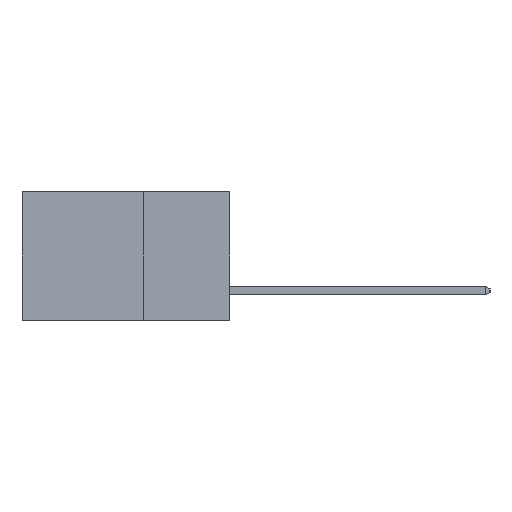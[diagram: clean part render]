
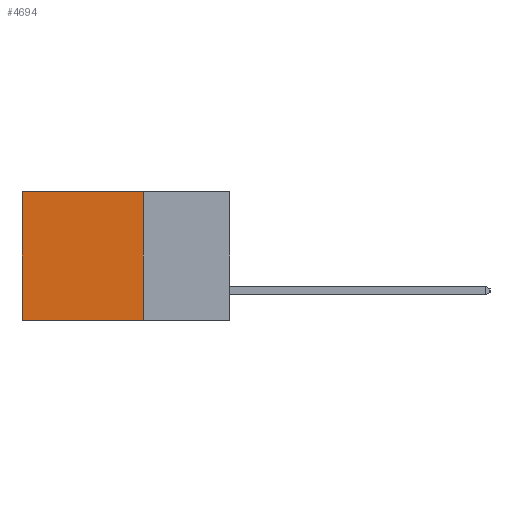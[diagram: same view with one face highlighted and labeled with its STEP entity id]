
A CAD part, left-side view. The second image highlights one B-rep face of the part: STEP entity #4694.
In plain terms, the highlighted planar face has unit normal (-1, 0, 0).
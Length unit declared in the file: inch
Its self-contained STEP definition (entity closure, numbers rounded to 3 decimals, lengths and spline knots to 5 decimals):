
#260 = ORIENTED_EDGE ( 'NONE', *, *, #5443, .T. ) ;
#754 = DIRECTION ( 'NONE',  ( 1., 0., 0. ) ) ;
#1122 = CARTESIAN_POINT ( 'NONE',  ( 0.298, 0.6, 0. ) ) ;
#2711 = DIRECTION ( 'NONE',  ( 0., 1., 0. ) ) ;
#2775 = EDGE_CURVE ( 'NONE', #6691, #10024, #12048, .T. ) ;
#3676 = LINE ( 'NONE', #7535, #12951 ) ;
#3817 = EDGE_CURVE ( 'NONE', #8842, #6691, #4399, .T. ) ;
#4399 = LINE ( 'NONE', #6821, #7195 ) ;
#4694 = ADVANCED_FACE ( 'NONE', ( #9902 ), #12992, .F. ) ;
#5443 = EDGE_CURVE ( 'NONE', #12889, #10024, #12392, .T. ) ;
#5935 = VECTOR ( 'NONE', #14140, 39.37008 ) ;
#6240 = EDGE_LOOP ( 'NONE', ( #260, #9510, #12171, #9169 ) ) ;
#6691 = VERTEX_POINT ( 'NONE', #14711 ) ;
#6786 = DIRECTION ( 'NONE',  ( 0., 0., -1. ) ) ;
#6821 = CARTESIAN_POINT ( 'NONE',  ( 0.298, 0.25, 0. ) ) ;
#7195 = VECTOR ( 'NONE', #6786, 39.37008 ) ;
#7535 = CARTESIAN_POINT ( 'NONE',  ( 0.298, 0.25, 0. ) ) ;
#8842 = VERTEX_POINT ( 'NONE', #8957 ) ;
#8957 = CARTESIAN_POINT ( 'NONE',  ( 0.298, 0.25, 0. ) ) ;
#9169 = ORIENTED_EDGE ( 'NONE', *, *, #13707, .T. ) ;
#9510 = ORIENTED_EDGE ( 'NONE', *, *, #2775, .F. ) ;
#9902 = FACE_OUTER_BOUND ( 'NONE', #6240, .T. ) ;
#10024 = VERTEX_POINT ( 'NONE', #14677 ) ;
#11224 = CARTESIAN_POINT ( 'NONE',  ( 0.298, 0.6, 0. ) ) ;
#11545 = DIRECTION ( 'NONE',  ( 0., 0., -1. ) ) ;
#11670 = VECTOR ( 'NONE', #11545, 39.37008 ) ;
#11729 = AXIS2_PLACEMENT_3D ( 'NONE', #13062, #754, #14740 ) ;
#12048 = LINE ( 'NONE', #13601, #5935 ) ;
#12171 = ORIENTED_EDGE ( 'NONE', *, *, #3817, .F. ) ;
#12392 = LINE ( 'NONE', #11224, #11670 ) ;
#12889 = VERTEX_POINT ( 'NONE', #1122 ) ;
#12951 = VECTOR ( 'NONE', #2711, 39.37008 ) ;
#12992 = PLANE ( 'NONE',  #11729 ) ;
#13062 = CARTESIAN_POINT ( 'NONE',  ( 0.298, 0.25, 0. ) ) ;
#13601 = CARTESIAN_POINT ( 'NONE',  ( 0.298, 0.25, -0.37 ) ) ;
#13707 = EDGE_CURVE ( 'NONE', #8842, #12889, #3676, .T. ) ;
#14140 = DIRECTION ( 'NONE',  ( 0., 1., 0. ) ) ;
#14677 = CARTESIAN_POINT ( 'NONE',  ( 0.298, 0.6, -0.37 ) ) ;
#14711 = CARTESIAN_POINT ( 'NONE',  ( 0.298, 0.25, -0.37 ) ) ;
#14740 = DIRECTION ( 'NONE',  ( 0., 0., -1. ) ) ;
